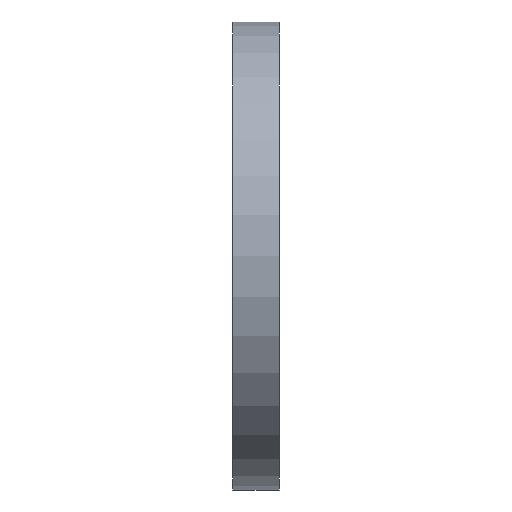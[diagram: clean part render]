
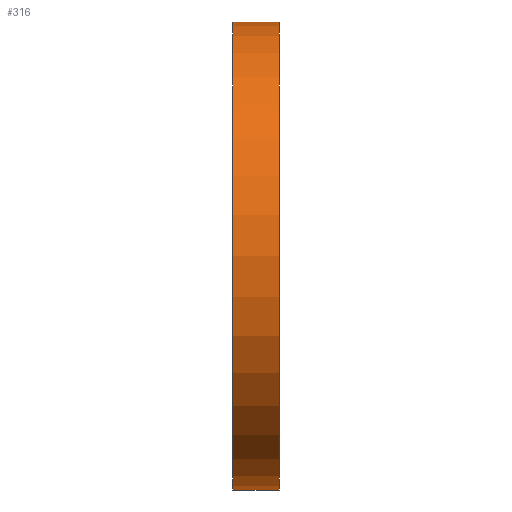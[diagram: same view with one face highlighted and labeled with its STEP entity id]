
A CAD part, left-side view. The second image highlights one B-rep face of the part: STEP entity #316.
In plain terms, the highlighted cylindrical face has radius 50 mm (diameter 100 mm), a partial arc.
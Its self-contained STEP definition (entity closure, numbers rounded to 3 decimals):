
#240 = CIRCLE ( 'NONE', #1833, 50. ) ;
#316 = ADVANCED_FACE ( 'NONE', ( #6270 ), #3357, .T. ) ;
#836 = VERTEX_POINT ( 'NONE', #10112 ) ;
#1053 = CARTESIAN_POINT ( 'NONE',  ( 0., 0., -50. ) ) ;
#1070 = EDGE_CURVE ( 'NONE', #836, #9340, #3045, .T. ) ;
#1761 = DIRECTION ( 'NONE',  ( 0., 0., 1. ) ) ;
#1833 = AXIS2_PLACEMENT_3D ( 'NONE', #8665, #7742, #1761 ) ;
#2502 = CARTESIAN_POINT ( 'NONE',  ( 0., 0., 50. ) ) ;
#3045 = LINE ( 'NONE', #8041, #7652 ) ;
#3125 = DIRECTION ( 'NONE',  ( 0., -1., 0. ) ) ;
#3357 = CYLINDRICAL_SURFACE ( 'NONE', #7812, 50. ) ;
#3443 = EDGE_CURVE ( 'NONE', #6417, #8771, #7613, .T. ) ;
#4539 = CARTESIAN_POINT ( 'NONE',  ( 0., 10., 50. ) ) ;
#4894 = DIRECTION ( 'NONE',  ( 0., 1., 0. ) ) ;
#5076 = ORIENTED_EDGE ( 'NONE', *, *, #3443, .F. ) ;
#5547 = ORIENTED_EDGE ( 'NONE', *, *, #9222, .T. ) ;
#6222 = VECTOR ( 'NONE', #11460, 1000. ) ;
#6270 = FACE_OUTER_BOUND ( 'NONE', #8185, .T. ) ;
#6417 = VERTEX_POINT ( 'NONE', #8209 ) ;
#6740 = CARTESIAN_POINT ( 'NONE',  ( 0., 10., 0. ) ) ;
#7613 = LINE ( 'NONE', #4539, #6222 ) ;
#7616 = EDGE_CURVE ( 'NONE', #836, #6417, #11761, .T. ) ;
#7652 = VECTOR ( 'NONE', #3125, 1000. ) ;
#7742 = DIRECTION ( 'NONE',  ( 0., 1., 0. ) ) ;
#7812 = AXIS2_PLACEMENT_3D ( 'NONE', #12455, #12498, #8567 ) ;
#8041 = CARTESIAN_POINT ( 'NONE',  ( 0., 10., -50. ) ) ;
#8185 = EDGE_LOOP ( 'NONE', ( #5076, #8747, #9774, #5547 ) ) ;
#8209 = CARTESIAN_POINT ( 'NONE',  ( 0., 10., 50. ) ) ;
#8567 = DIRECTION ( 'NONE',  ( 0., 0., -1. ) ) ;
#8665 = CARTESIAN_POINT ( 'NONE',  ( 0., 0., 0. ) ) ;
#8747 = ORIENTED_EDGE ( 'NONE', *, *, #7616, .F. ) ;
#8771 = VERTEX_POINT ( 'NONE', #2502 ) ;
#8900 = DIRECTION ( 'NONE',  ( 0., 0., 1. ) ) ;
#9222 = EDGE_CURVE ( 'NONE', #9340, #8771, #240, .T. ) ;
#9340 = VERTEX_POINT ( 'NONE', #1053 ) ;
#9774 = ORIENTED_EDGE ( 'NONE', *, *, #1070, .T. ) ;
#10112 = CARTESIAN_POINT ( 'NONE',  ( 0., 10., -50. ) ) ;
#11460 = DIRECTION ( 'NONE',  ( 0., -1., 0. ) ) ;
#11761 = CIRCLE ( 'NONE', #12435, 50. ) ;
#12435 = AXIS2_PLACEMENT_3D ( 'NONE', #6740, #4894, #8900 ) ;
#12455 = CARTESIAN_POINT ( 'NONE',  ( 0., 10., 0. ) ) ;
#12498 = DIRECTION ( 'NONE',  ( 0., -1., 0. ) ) ;
